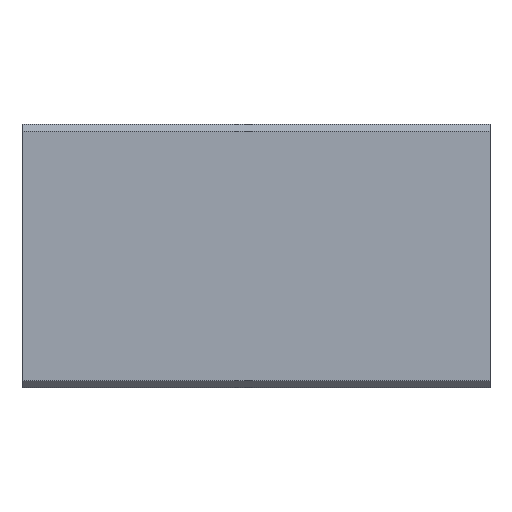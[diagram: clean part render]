
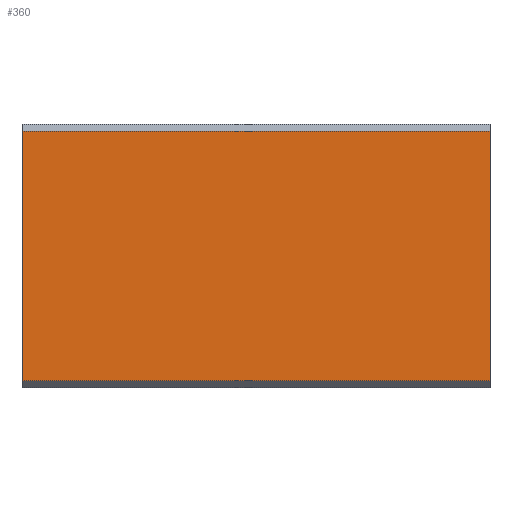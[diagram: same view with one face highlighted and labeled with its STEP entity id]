
A CAD part, front view. The second image highlights one B-rep face of the part: STEP entity #360.
In plain terms, the highlighted planar face has unit normal (0, -1, 0).
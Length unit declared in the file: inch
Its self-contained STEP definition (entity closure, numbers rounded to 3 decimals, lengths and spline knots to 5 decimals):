
#34 = CARTESIAN_POINT ( 'NONE',  ( 1., -0.53125, 0.5625 ) ) ;
#83 = LINE ( 'NONE', #310, #1516 ) ;
#95 = CARTESIAN_POINT ( 'NONE',  ( 1., -0.53125, 0.5625 ) ) ;
#172 = EDGE_CURVE ( 'NONE', #487, #326, #1335, .T. ) ;
#177 = ORIENTED_EDGE ( 'NONE', *, *, #172, .T. ) ;
#182 = EDGE_CURVE ( 'NONE', #948, #1686, #1204, .T. ) ;
#242 = CARTESIAN_POINT ( 'NONE',  ( -1., -0.53125, -0.5325 ) ) ;
#258 = VECTOR ( 'NONE', #1011, 39.37008 ) ;
#310 = CARTESIAN_POINT ( 'NONE',  ( -1., -0.53125, 0.5625 ) ) ;
#326 = VERTEX_POINT ( 'NONE', #1409 ) ;
#360 = ADVANCED_FACE ( 'NONE', ( #952 ), #1560, .F. ) ;
#401 = CARTESIAN_POINT ( 'NONE',  ( 1., -0.53125, 0.5325 ) ) ;
#459 = VECTOR ( 'NONE', #1159, 39.37008 ) ;
#483 = DIRECTION ( 'NONE',  ( -1., 0., 0. ) ) ;
#487 = VERTEX_POINT ( 'NONE', #242 ) ;
#505 = VECTOR ( 'NONE', #483, 39.37008 ) ;
#625 = ORIENTED_EDGE ( 'NONE', *, *, #182, .T. ) ;
#659 = ORIENTED_EDGE ( 'NONE', *, *, #954, .F. ) ;
#676 = DIRECTION ( 'NONE',  ( 0., 0., 1. ) ) ;
#911 = LINE ( 'NONE', #34, #459 ) ;
#948 = VERTEX_POINT ( 'NONE', #1666 ) ;
#952 = FACE_OUTER_BOUND ( 'NONE', #1023, .T. ) ;
#954 = EDGE_CURVE ( 'NONE', #948, #326, #911, .T. ) ;
#1011 = DIRECTION ( 'NONE',  ( 1., 0., 0. ) ) ;
#1023 = EDGE_LOOP ( 'NONE', ( #659, #625, #1354, #177 ) ) ;
#1065 = DIRECTION ( 'NONE',  ( 0., 1., 0. ) ) ;
#1151 = AXIS2_PLACEMENT_3D ( 'NONE', #95, #1065, #676 ) ;
#1159 = DIRECTION ( 'NONE',  ( 0., 0., -1. ) ) ;
#1204 = LINE ( 'NONE', #401, #505 ) ;
#1255 = EDGE_CURVE ( 'NONE', #1686, #487, #83, .T. ) ;
#1335 = LINE ( 'NONE', #1681, #258 ) ;
#1354 = ORIENTED_EDGE ( 'NONE', *, *, #1255, .T. ) ;
#1407 = CARTESIAN_POINT ( 'NONE',  ( -1., -0.53125, 0.5325 ) ) ;
#1409 = CARTESIAN_POINT ( 'NONE',  ( 1., -0.53125, -0.5325 ) ) ;
#1516 = VECTOR ( 'NONE', #1643, 39.37008 ) ;
#1560 = PLANE ( 'NONE',  #1151 ) ;
#1643 = DIRECTION ( 'NONE',  ( 0., 0., -1. ) ) ;
#1666 = CARTESIAN_POINT ( 'NONE',  ( 1., -0.53125, 0.5325 ) ) ;
#1681 = CARTESIAN_POINT ( 'NONE',  ( 1., -0.53125, -0.5325 ) ) ;
#1686 = VERTEX_POINT ( 'NONE', #1407 ) ;
